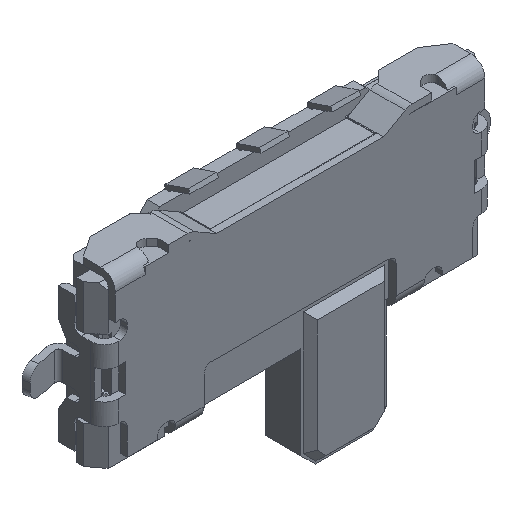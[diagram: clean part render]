
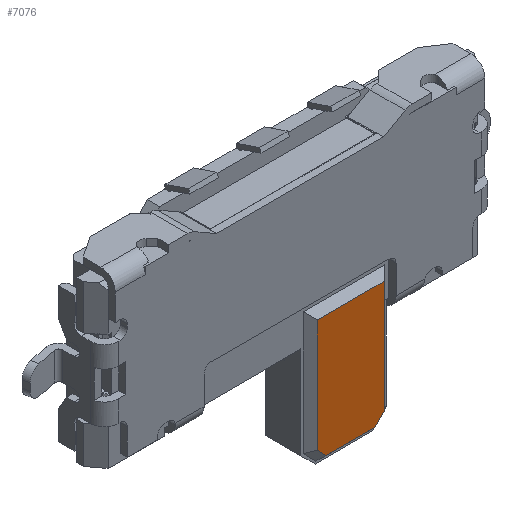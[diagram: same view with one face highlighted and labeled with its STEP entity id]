
A CAD part, isometric view. The second image highlights one B-rep face of the part: STEP entity #7076.
In plain terms, the highlighted planar face has unit normal (0, -1, 0).
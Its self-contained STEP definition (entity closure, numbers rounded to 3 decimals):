
#66 = EDGE_CURVE ( 'NONE', #13522, #13857, #14514, .T. ) ;
#218 = CARTESIAN_POINT ( 'NONE',  ( 1.181, -0.7, -1.302 ) ) ;
#492 = VECTOR ( 'NONE', #2223, 1000. ) ;
#1853 = CARTESIAN_POINT ( 'NONE',  ( 0.111, -0.7, -1.302 ) ) ;
#2223 = DIRECTION ( 'NONE',  ( 0.707, 0., 0.707 ) ) ;
#2725 = CARTESIAN_POINT ( 'NONE',  ( 0.241, -0.7, -1.048 ) ) ;
#2875 = PLANE ( 'NONE',  #8446 ) ;
#2914 = VERTEX_POINT ( 'NONE', #5943 ) ;
#2995 = EDGE_LOOP ( 'NONE', ( #13423, #10836, #7114, #7204, #8699, #5505 ) ) ;
#3490 = CARTESIAN_POINT ( 'NONE',  ( 0.365, -0.7, -1.172 ) ) ;
#3531 = EDGE_CURVE ( 'NONE', #8193, #13211, #11194, .T. ) ;
#3915 = FACE_OUTER_BOUND ( 'NONE', #2995, .T. ) ;
#3935 = LINE ( 'NONE', #5132, #6749 ) ;
#4800 = LINE ( 'NONE', #13251, #13851 ) ;
#5132 = CARTESIAN_POINT ( 'NONE',  ( 0.111, -0.7, 0.538 ) ) ;
#5224 = CARTESIAN_POINT ( 'NONE',  ( 1.181, -0.7, -1.048 ) ) ;
#5421 = DIRECTION ( 'NONE',  ( -1., 0., 0. ) ) ;
#5505 = ORIENTED_EDGE ( 'NONE', *, *, #3531, .T. ) ;
#5893 = DIRECTION ( 'NONE',  ( 0., 0., 1. ) ) ;
#5943 = CARTESIAN_POINT ( 'NONE',  ( 1.057, -0.7, -1.172 ) ) ;
#6456 = VECTOR ( 'NONE', #5893, 1000. ) ;
#6511 = DIRECTION ( 'NONE',  ( 0., -1., 0. ) ) ;
#6749 = VECTOR ( 'NONE', #5421, 1000. ) ;
#7018 = CARTESIAN_POINT ( 'NONE',  ( 0.241, -0.7, -1.048 ) ) ;
#7076 = ADVANCED_FACE ( 'NONE', ( #3915 ), #2875, .T. ) ;
#7114 = ORIENTED_EDGE ( 'NONE', *, *, #66, .T. ) ;
#7161 = VECTOR ( 'NONE', #7540, 1000. ) ;
#7204 = ORIENTED_EDGE ( 'NONE', *, *, #11829, .T. ) ;
#7540 = DIRECTION ( 'NONE',  ( 0., 0., -1. ) ) ;
#8193 = VERTEX_POINT ( 'NONE', #2725 ) ;
#8446 = AXIS2_PLACEMENT_3D ( 'NONE', #1853, #6511, #13558 ) ;
#8655 = LINE ( 'NONE', #9670, #7161 ) ;
#8699 = ORIENTED_EDGE ( 'NONE', *, *, #14847, .T. ) ;
#8710 = EDGE_CURVE ( 'NONE', #13211, #2914, #4800, .T. ) ;
#9670 = CARTESIAN_POINT ( 'NONE',  ( 0.241, -0.7, -1.302 ) ) ;
#10836 = ORIENTED_EDGE ( 'NONE', *, *, #12599, .T. ) ;
#11194 = LINE ( 'NONE', #7018, #12060 ) ;
#11367 = CARTESIAN_POINT ( 'NONE',  ( 1.181, -0.7, 0.538 ) ) ;
#11574 = CARTESIAN_POINT ( 'NONE',  ( 0.241, -0.7, 0.538 ) ) ;
#11829 = EDGE_CURVE ( 'NONE', #13857, #15447, #3935, .T. ) ;
#12060 = VECTOR ( 'NONE', #12381, 1000. ) ;
#12090 = CARTESIAN_POINT ( 'NONE',  ( 1.057, -0.7, -1.172 ) ) ;
#12381 = DIRECTION ( 'NONE',  ( 0.707, 0., -0.707 ) ) ;
#12599 = EDGE_CURVE ( 'NONE', #2914, #13522, #14381, .T. ) ;
#13211 = VERTEX_POINT ( 'NONE', #3490 ) ;
#13251 = CARTESIAN_POINT ( 'NONE',  ( 0.111, -0.7, -1.172 ) ) ;
#13416 = DIRECTION ( 'NONE',  ( 1., 0., 0. ) ) ;
#13423 = ORIENTED_EDGE ( 'NONE', *, *, #8710, .T. ) ;
#13522 = VERTEX_POINT ( 'NONE', #5224 ) ;
#13558 = DIRECTION ( 'NONE',  ( 1., 0., 0. ) ) ;
#13851 = VECTOR ( 'NONE', #13416, 1000. ) ;
#13857 = VERTEX_POINT ( 'NONE', #11367 ) ;
#14381 = LINE ( 'NONE', #12090, #492 ) ;
#14514 = LINE ( 'NONE', #218, #6456 ) ;
#14847 = EDGE_CURVE ( 'NONE', #15447, #8193, #8655, .T. ) ;
#15447 = VERTEX_POINT ( 'NONE', #11574 ) ;
